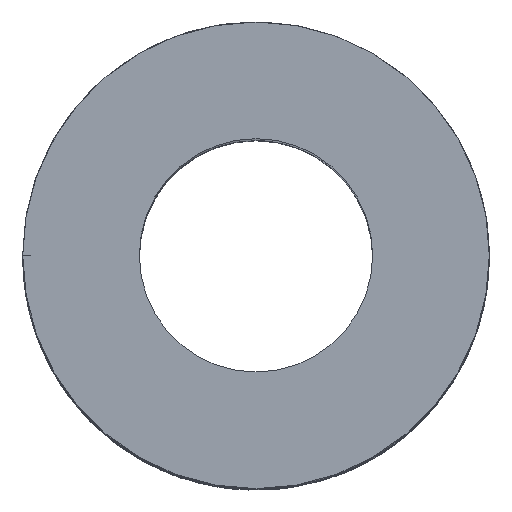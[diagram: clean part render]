
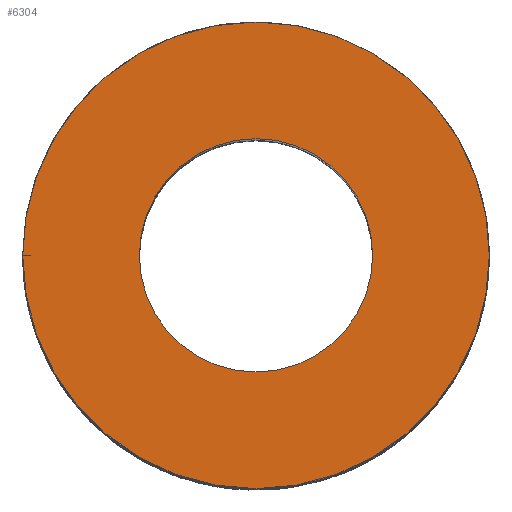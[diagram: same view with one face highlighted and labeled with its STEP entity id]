
A CAD part, top view. The second image highlights one B-rep face of the part: STEP entity #6304.
In plain terms, the highlighted planar face has unit normal (0, 0, 1).
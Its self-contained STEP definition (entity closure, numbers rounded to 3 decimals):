
#1253 = DIRECTION ( 'NONE',  ( 1., 0., 0. ) ) ;
#1409 = AXIS2_PLACEMENT_3D ( 'NONE', #19643, #7466, #9318 ) ;
#5283 = CARTESIAN_POINT ( 'NONE',  ( 0., 0., 27. ) ) ;
#5544 = DIRECTION ( 'NONE',  ( 1., 0., 0. ) ) ;
#5645 = AXIS2_PLACEMENT_3D ( 'NONE', #5283, #21431, #5544 ) ;
#5675 = EDGE_CURVE ( 'NONE', #13518, #15713, #11146, .T. ) ;
#6304 = ADVANCED_FACE ( 'NONE', ( #25343, #17405 ), #25604, .T. ) ;
#6656 = CARTESIAN_POINT ( 'NONE',  ( 0., 0., 27. ) ) ;
#6953 = CARTESIAN_POINT ( 'NONE',  ( 5., 0., 27. ) ) ;
#7289 = EDGE_CURVE ( 'NONE', #19684, #17854, #8191, .T. ) ;
#7352 = ORIENTED_EDGE ( 'NONE', *, *, #15249, .T. ) ;
#7466 = DIRECTION ( 'NONE',  ( 0., 0., -1. ) ) ;
#8191 = CIRCLE ( 'NONE', #5645, 5. ) ;
#9318 = DIRECTION ( 'NONE',  ( -1., 0., 0. ) ) ;
#9444 = AXIS2_PLACEMENT_3D ( 'NONE', #23089, #21512, #1253 ) ;
#9563 = EDGE_CURVE ( 'NONE', #15713, #13518, #17478, .T. ) ;
#9849 = CARTESIAN_POINT ( 'NONE',  ( 0., 0., 27. ) ) ;
#11146 = CIRCLE ( 'NONE', #22122, 2.5 ) ;
#12424 = ORIENTED_EDGE ( 'NONE', *, *, #5675, .T. ) ;
#12531 = EDGE_LOOP ( 'NONE', ( #7352, #12786 ) ) ;
#12554 = EDGE_LOOP ( 'NONE', ( #19015, #12424 ) ) ;
#12786 = ORIENTED_EDGE ( 'NONE', *, *, #7289, .T. ) ;
#13518 = VERTEX_POINT ( 'NONE', #22219 ) ;
#14865 = DIRECTION ( 'NONE',  ( 0., 0., -1. ) ) ;
#15249 = EDGE_CURVE ( 'NONE', #17854, #19684, #23541, .T. ) ;
#15713 = VERTEX_POINT ( 'NONE', #18449 ) ;
#17405 = FACE_OUTER_BOUND ( 'NONE', #12531, .T. ) ;
#17478 = CIRCLE ( 'NONE', #1409, 2.5 ) ;
#17854 = VERTEX_POINT ( 'NONE', #19219 ) ;
#18449 = CARTESIAN_POINT ( 'NONE',  ( -2.5, 0., 27. ) ) ;
#19015 = ORIENTED_EDGE ( 'NONE', *, *, #9563, .T. ) ;
#19219 = CARTESIAN_POINT ( 'NONE',  ( -5., 0., 27. ) ) ;
#19643 = CARTESIAN_POINT ( 'NONE',  ( 0., 0., 27. ) ) ;
#19684 = VERTEX_POINT ( 'NONE', #6953 ) ;
#20692 = DIRECTION ( 'NONE',  ( -1., 0., 0. ) ) ;
#21431 = DIRECTION ( 'NONE',  ( 0., 0., 1. ) ) ;
#21433 = AXIS2_PLACEMENT_3D ( 'NONE', #9849, #21768, #23615 ) ;
#21512 = DIRECTION ( 'NONE',  ( 0., 0., 1. ) ) ;
#21768 = DIRECTION ( 'NONE',  ( 0., 0., 1. ) ) ;
#22122 = AXIS2_PLACEMENT_3D ( 'NONE', #6656, #14865, #20692 ) ;
#22219 = CARTESIAN_POINT ( 'NONE',  ( 2.5, 0., 27. ) ) ;
#23089 = CARTESIAN_POINT ( 'NONE',  ( 0., 0., 27. ) ) ;
#23541 = CIRCLE ( 'NONE', #21433, 5. ) ;
#23615 = DIRECTION ( 'NONE',  ( 1., 0., 0. ) ) ;
#25343 = FACE_BOUND ( 'NONE', #12554, .T. ) ;
#25604 = PLANE ( 'NONE',  #9444 ) ;
